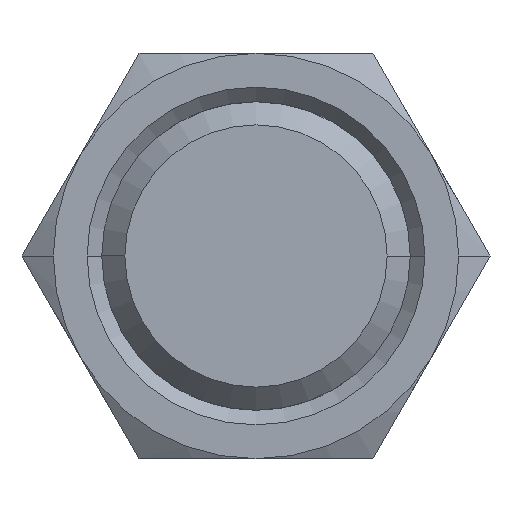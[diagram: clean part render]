
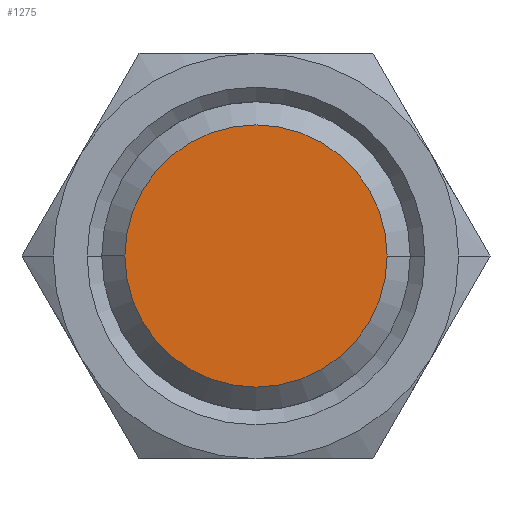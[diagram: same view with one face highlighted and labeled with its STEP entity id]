
A CAD part, left-side view. The second image highlights one B-rep face of the part: STEP entity #1275.
In plain terms, the highlighted planar face has unit normal (-1, 0, 0).
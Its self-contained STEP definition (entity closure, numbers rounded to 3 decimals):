
#597=CARTESIAN_POINT('',(-8.,0.,0.));
#598=DIRECTION('',(1.,0.,0.));
#599=DIRECTION('',(0.,1.,0.));
#600=AXIS2_PLACEMENT_3D('',#597,#598,#599);
#605=CARTESIAN_POINT('',(-8.,0.,0.));
#606=DIRECTION('',(1.,0.,0.));
#607=DIRECTION('',(0.,0.,1.));
#608=AXIS2_PLACEMENT_3D('',#605,#606,#607);
#613=CARTESIAN_POINT('',(-8.,0.,0.));
#614=DIRECTION('',(1.,0.,0.));
#615=DIRECTION('',(0.,-1.,0.));
#616=AXIS2_PLACEMENT_3D('',#613,#614,#615);
#621=CARTESIAN_POINT('',(-8.,0.,0.));
#622=DIRECTION('',(1.,0.,0.));
#623=DIRECTION('',(0.,0.,-1.));
#624=AXIS2_PLACEMENT_3D('',#621,#622,#623);
#800=CARTESIAN_POINT('',(-8.,0.,5.1));
#801=CARTESIAN_POINT('',(-8.,-5.1,0.));
#802=VERTEX_POINT('',#800);
#803=VERTEX_POINT('',#801);
#804=CARTESIAN_POINT('',(-8.,5.1,0.));
#805=VERTEX_POINT('',#804);
#806=CARTESIAN_POINT('',(-8.,0.,-5.1));
#807=VERTEX_POINT('',#806);
#1262=CARTESIAN_POINT('',(-8.,0.,0.));
#1263=DIRECTION('',(-1.,0.,0.));
#1264=DIRECTION('',(0.,1.,0.));
#1265=AXIS2_PLACEMENT_3D('',#1262,#1263,#1264);
#1266=PLANE('',#1265);
#1267=ORIENTED_EDGE('',*,*,#1251,.T.);
#1268=ORIENTED_EDGE('',*,*,#1249,.T.);
#1270=ORIENTED_EDGE('',*,*,#1269,.T.);
#1272=ORIENTED_EDGE('',*,*,#1271,.T.);
#1273=EDGE_LOOP('',(#1267,#1268,#1270,#1272));
#1274=FACE_OUTER_BOUND('',#1273,.F.);
#1275=ADVANCED_FACE('',(#1274),#1266,.T.);
#601=CIRCLE('',#600,5.1);
#609=CIRCLE('',#608,5.1);
#617=CIRCLE('',#616,5.1);
#625=CIRCLE('',#624,5.1);
#1249=EDGE_CURVE('',#802,#803,#609,.T.);
#1251=EDGE_CURVE('',#805,#802,#601,.T.);
#1269=EDGE_CURVE('',#803,#807,#617,.T.);
#1271=EDGE_CURVE('',#807,#805,#625,.T.);
